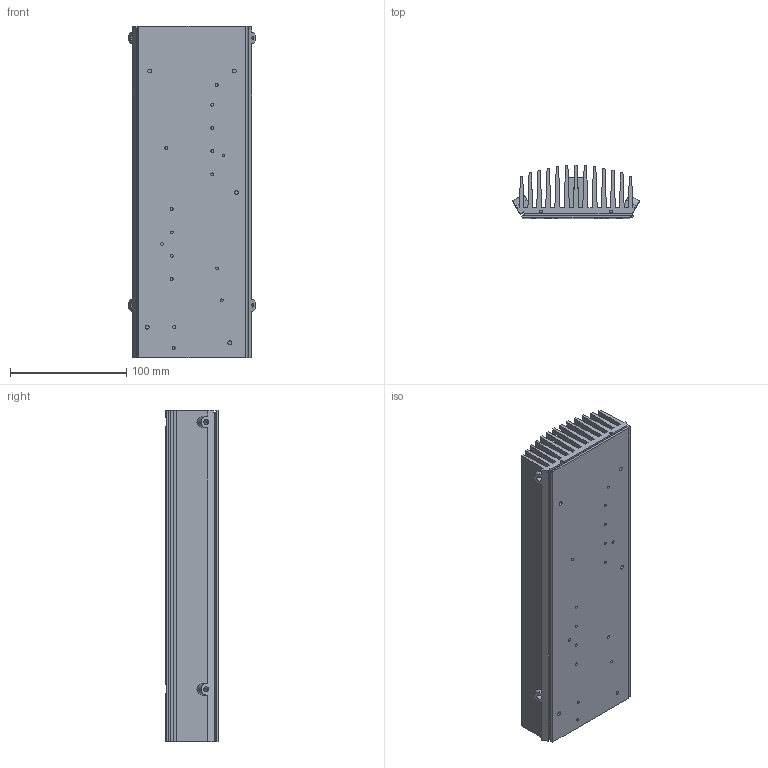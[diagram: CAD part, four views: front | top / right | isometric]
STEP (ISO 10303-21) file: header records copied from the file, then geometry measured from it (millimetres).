
FILE_DESCRIPTION (( 'STEP AP203' ), '1' );
FILE_NAME ('P002 - dissipador_hex - V03.STEP', '2024-11-07T19:13:58', ( '' ), ( '' ), 'SwSTEP 2.0', 'SolidWorks 2018', '' );
FILE_SCHEMA (( 'CONFIG_CONTROL_DESIGN' ));
Length unit declared in the file: millimetre
Products named in the file (1): P002 - dissipador_hex - V03
Bounding box: 109.16 x 45.23 x 285 mm (x, y, z)
Volume: 628447 mm3; surface area: 302437.1 mm2
Topology: 1 solids, 1 shells, 238 faces, 648 edges, 432 vertices
Faces by surface type: plane 136, cylinder 102
Entity records: 7639 total; most frequent: CARTESIAN_POINT 1601, ORIENTED_EDGE 1296, DIRECTION 1170, EDGE_CURVE 648, VERTEX_POINT 432, LINE 424, VECTOR 424, AXIS2_PLACEMENT_3D 373
